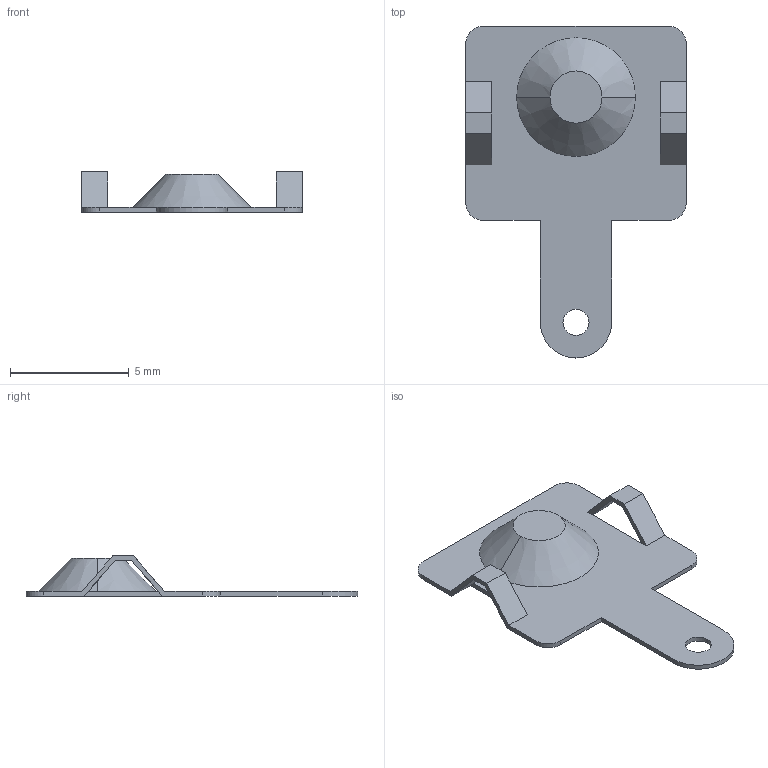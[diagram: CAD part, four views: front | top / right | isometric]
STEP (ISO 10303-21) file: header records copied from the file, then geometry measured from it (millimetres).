
FILE_DESCRIPTION (( 'STEP AP214' ), '1' );
FILE_NAME ('G808-AAA+.STEP', '2021-04-23T08:32:42', ( '' ), ( '' ), 'SwSTEP 2.0', 'SolidWorks 2020', '' );
FILE_SCHEMA (( 'AUTOMOTIVE_DESIGN' ));
Length unit declared in the file: millimetre
Products named in the file (1): G808-AAA+
Bounding box: 9.3 x 14 x 1.7 mm (x, y, z)
Volume: 21.8 mm3; surface area: 214 mm2
Topology: 1 solids, 1 shells, 38 faces, 110 edges, 72 vertices
Faces by surface type: plane 27, cylinder 7, cone 4
Entity records: 1290 total; most frequent: CARTESIAN_POINT 221, ORIENTED_EDGE 220, DIRECTION 210, EDGE_CURVE 110, VECTOR 88, LINE 88, VERTEX_POINT 72, AXIS2_PLACEMENT_3D 61
